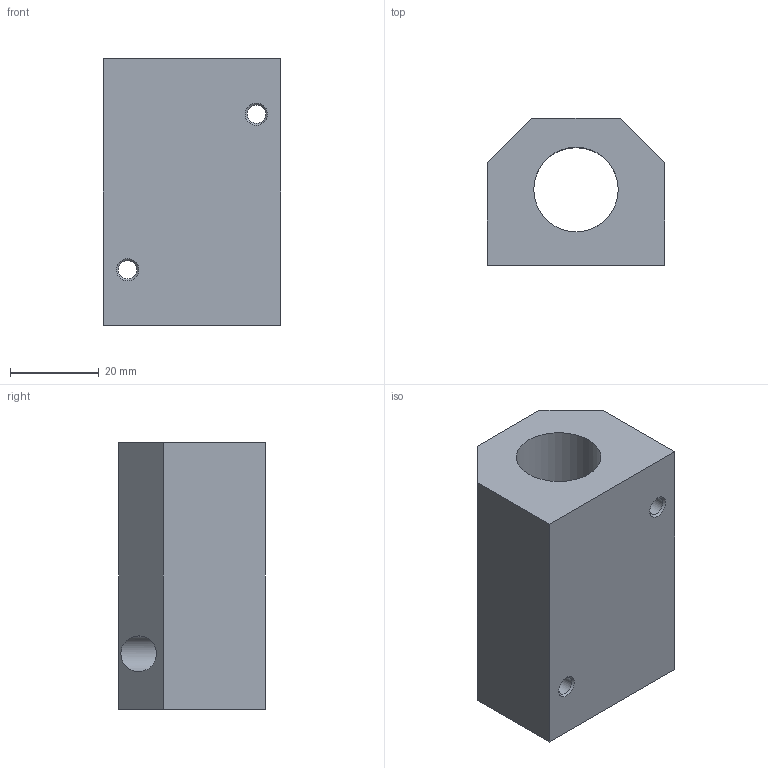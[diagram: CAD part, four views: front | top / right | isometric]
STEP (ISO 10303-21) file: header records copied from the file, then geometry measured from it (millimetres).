
FILE_DESCRIPTION( ( 'STEP AP214' ), ' ' );
FILE_NAME( 'TAGC-12.stp', '2017-11-14T14:21:00', ( '' ), ( '' ), ' ', 'PARTsolutions', ' ' );
FILE_SCHEMA( ( 'AUTOMOTIVE_DESIGN { 1 0 10303 214 1 1 1 1 }' ) );
Length unit declared in the file: millimetre
Products named in the file (1): _TAGC-12
Bounding box: 40 x 33 x 60 mm (x, y, z)
Volume: 54071.9 mm3; surface area: 14628.4 mm2
Topology: 1 solids, 1 shells, 19 faces, 44 edges, 29 vertices
Faces by surface type: plane 10, cylinder 6, cone 3
Full cylindrical faces by diameter (mm): 4.134 x2, 6.647 x1, 8 x2, 19 x1
Entity records: 728 total; most frequent: CARTESIAN_POINT 145, DIRECTION 86, ORIENTED_EDGE 66, EDGE_LOOP 38, AXIS2_PLACEMENT_3D 34, EDGE_CURVE 33, VERTEX_POINT 27, FACE_OUTER_BOUND 25
